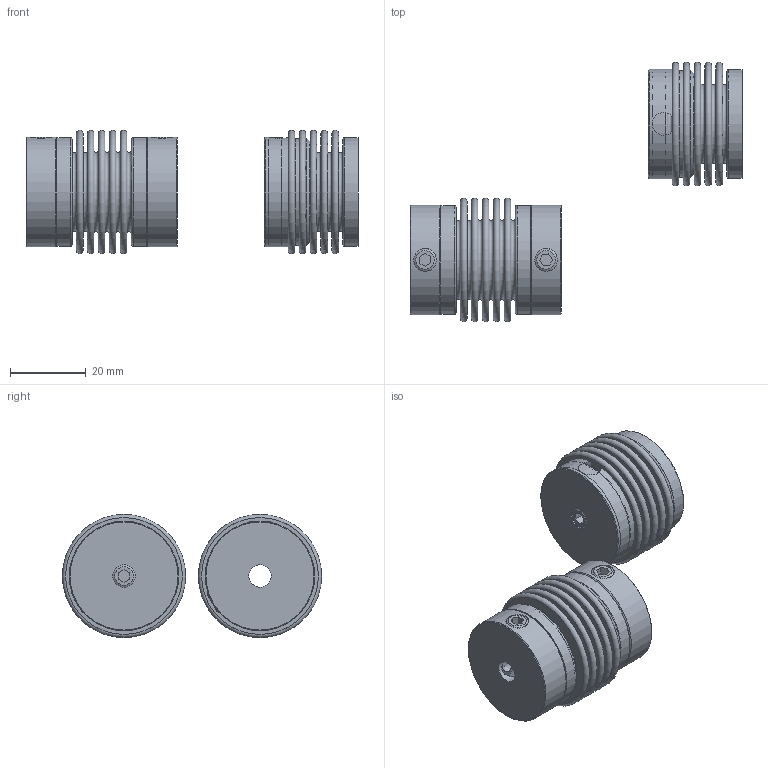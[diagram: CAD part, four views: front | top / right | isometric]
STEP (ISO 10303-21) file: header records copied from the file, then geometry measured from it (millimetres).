
FILE_DESCRIPTION( ( 'Unknown' ), '1' );
FILE_NAME( 'KB1-45-40.stp', 'Unknown', ( 'Unknown' ), ( 'Unknown' ), 'XStep 1.0', 'Unknown', ' ' );
FILE_SCHEMA( ( 'automotive_design' ) );
Length unit declared in the file: millimetre
Products named in the file (4): Assem1; MN45_Standard; Socket Set Screw Cup Point_DIN_DIN 916 - M6 x 10-N_1; BK45_Standard
Bounding box: 87.91 x 68.67 x 32.67 mm (x, y, z)
Volume: 25605.1 mm3; surface area: 37784 mm2
Topology: 10 solids, 10 shells, 208 faces, 421 edges, 272 vertices
Faces by surface type: plane 101, torus 52, cylinder 31, cone 24
Full cylindrical faces by diameter (mm): 6 x14, 28.2 x7, 28.8 x4, 29 x3
Entity records: 2052 total; most frequent: CARTESIAN_POINT 404, DIRECTION 347, ORIENTED_EDGE 194, AXIS2_PLACEMENT_3D 164, EDGE_LOOP 153, FACE_OUTER_BOUND 116, EDGE_CURVE 97, VERTEX_POINT 89
